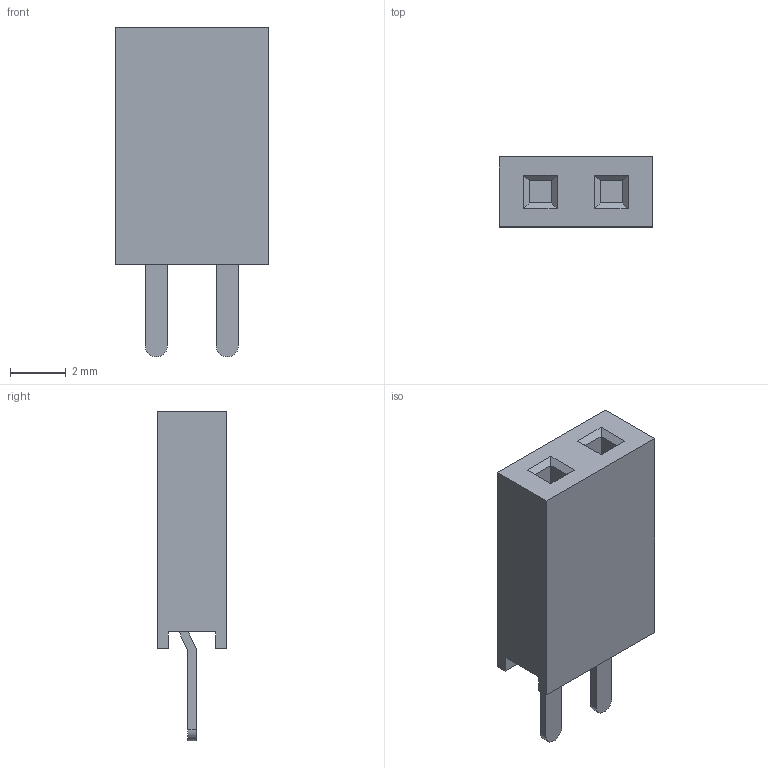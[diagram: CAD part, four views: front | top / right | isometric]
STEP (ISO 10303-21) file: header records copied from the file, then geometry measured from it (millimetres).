
FILE_DESCRIPTION (( 'STEP AP214' ), '1' );
FILE_NAME ('HDR-TH_2P-P2.54-F-LI-1X2P.step', '2022-07-02T12:04:17', ( '' ), ( '' ), 'SwSTEP 2.0', 'SolidWorks 2020', '' );
FILE_SCHEMA (( 'AUTOMOTIVE_DESIGN' ));
Length unit declared in the file: millimetre
Products named in the file (1): HDR-TH_2P-P2.54-F-LI-1X2P
Bounding box: 5.49 x 2.5 x 11.8 mm (x, y, z)
Volume: 110 mm3; surface area: 197.6 mm2
Topology: 1 solids, 1 shells, 325 faces, 884 edges, 586 vertices
Faces by surface type: plane 207, bspline 114, cylinder 4
Entity records: 14357 total; most frequent: CARTESIAN_POINT 4164, ORIENTED_EDGE 1768, DIRECTION 1082, EDGE_CURVE 884, LINE 642, VECTOR 642, VERTEX_POINT 586, EDGE_LOOP 350
